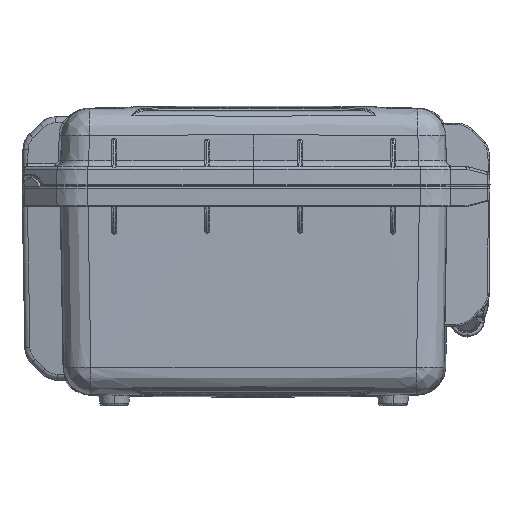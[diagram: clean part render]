
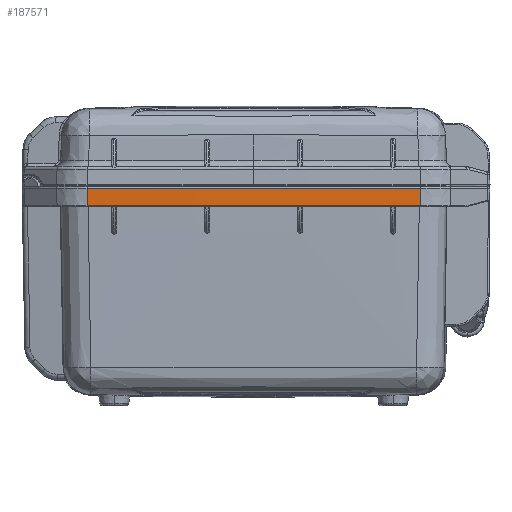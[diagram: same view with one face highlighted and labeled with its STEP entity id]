
A CAD part, left-side view. The second image highlights one B-rep face of the part: STEP entity #187571.
In plain terms, the highlighted conical face has half-angle 2 degrees and reference radius 5910.58 mm.
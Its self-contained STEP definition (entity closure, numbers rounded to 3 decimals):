
#12119 = EDGE_CURVE ( 'NONE', #36272, #223977, #127959, .T. ) ;
#16300 = CARTESIAN_POINT ( 'NONE',  ( 5730.583, 0., -12.517 ) ) ;
#16785 = VERTEX_POINT ( 'NONE', #92442 ) ;
#27259 = CONICAL_SURFACE ( 'NONE', #193497, 5910.583, 0.035 ) ;
#36272 = VERTEX_POINT ( 'NONE', #212675 ) ;
#48231 = VECTOR ( 'NONE', #110610, 1000. ) ;
#62517 = ORIENTED_EDGE ( 'NONE', *, *, #12119, .T. ) ;
#63379 = CIRCLE ( 'NONE', #177745, 5910.583 ) ;
#65520 = DIRECTION ( 'NONE',  ( 0., -1., 0. ) ) ;
#76738 = CIRCLE ( 'NONE', #161743, 5910.181 ) ;
#77065 = CARTESIAN_POINT ( 'NONE',  ( -179.022, -107.5, -1. ) ) ;
#82701 = CARTESIAN_POINT ( 'NONE',  ( 5730.583, 0., -1. ) ) ;
#86728 = CARTESIAN_POINT ( 'NONE',  ( -179.022, -107.5, -1. ) ) ;
#92318 = ORIENTED_EDGE ( 'NONE', *, *, #143989, .T. ) ;
#92442 = CARTESIAN_POINT ( 'NONE',  ( -178.62, 107.493, -12.517 ) ) ;
#100000 = CARTESIAN_POINT ( 'NONE',  ( -179.022, 107.5, -1. ) ) ;
#100040 = DIRECTION ( 'NONE',  ( 0., 0., -1. ) ) ;
#102294 = LINE ( 'NONE', #100000, #144736 ) ;
#110610 = DIRECTION ( 'NONE',  ( -0.035, -0.001, 0.999 ) ) ;
#120964 = FACE_OUTER_BOUND ( 'NONE', #196342, .T. ) ;
#121565 = DIRECTION ( 'NONE',  ( 1., 0., 0. ) ) ;
#127959 = LINE ( 'NONE', #77065, #48231 ) ;
#133838 = EDGE_CURVE ( 'NONE', #36272, #16785, #76738, .T. ) ;
#143989 = EDGE_CURVE ( 'NONE', #223977, #148076, #63379, .T. ) ;
#144736 = VECTOR ( 'NONE', #154355, 1000. ) ;
#148076 = VERTEX_POINT ( 'NONE', #205782 ) ;
#154355 = DIRECTION ( 'NONE',  ( -0.035, 0.001, 0.999 ) ) ;
#157393 = DIRECTION ( 'NONE',  ( 0., 0., -1. ) ) ;
#161743 = AXIS2_PLACEMENT_3D ( 'NONE', #16300, #157393, #121565 ) ;
#177745 = AXIS2_PLACEMENT_3D ( 'NONE', #82701, #100040, #223736 ) ;
#187571 = ADVANCED_FACE ( 'NONE', ( #120964 ), #27259, .T. ) ;
#189214 = CARTESIAN_POINT ( 'NONE',  ( 5730.583, 0., -1. ) ) ;
#189517 = ORIENTED_EDGE ( 'NONE', *, *, #133838, .F. ) ;
#193497 = AXIS2_PLACEMENT_3D ( 'NONE', #189214, #223869, #65520 ) ;
#196342 = EDGE_LOOP ( 'NONE', ( #222118, #189517, #62517, #92318 ) ) ;
#205782 = CARTESIAN_POINT ( 'NONE',  ( -179.022, 107.5, -1. ) ) ;
#212675 = CARTESIAN_POINT ( 'NONE',  ( -178.62, -107.493, -12.517 ) ) ;
#222118 = ORIENTED_EDGE ( 'NONE', *, *, #222567, .F. ) ;
#222567 = EDGE_CURVE ( 'NONE', #16785, #148076, #102294, .T. ) ;
#223736 = DIRECTION ( 'NONE',  ( -1., 0., 0. ) ) ;
#223869 = DIRECTION ( 'NONE',  ( 0., 0., 1. ) ) ;
#223977 = VERTEX_POINT ( 'NONE', #86728 ) ;
